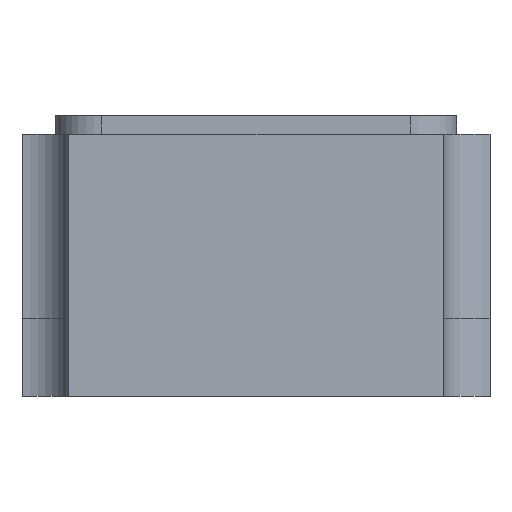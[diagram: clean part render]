
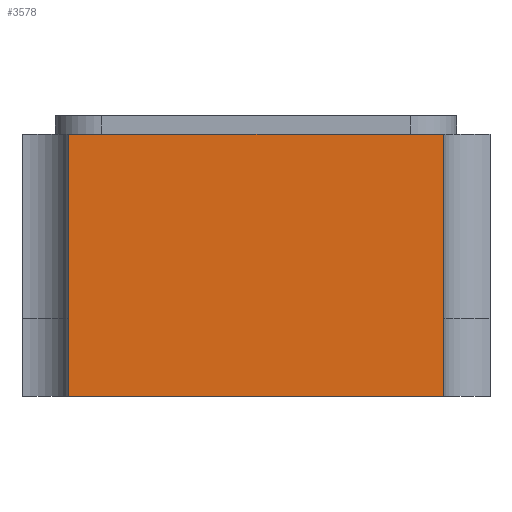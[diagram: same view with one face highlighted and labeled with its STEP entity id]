
A CAD part, left-side view. The second image highlights one B-rep face of the part: STEP entity #3578.
In plain terms, the highlighted planar face has unit normal (-1, 0, 0).
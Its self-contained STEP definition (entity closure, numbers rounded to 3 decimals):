
#13 = ORIENTED_EDGE ( 'NONE', *, *, #3607, .T. ) ;
#18 = ORIENTED_EDGE ( 'NONE', *, *, #3421, .T. ) ;
#20 = ORIENTED_EDGE ( 'NONE', *, *, #3412, .F. ) ;
#23 = ORIENTED_EDGE ( 'NONE', *, *, #3580, .T. ) ;
#35 = ORIENTED_EDGE ( 'NONE', *, *, #3475, .F. ) ;
#38 = ORIENTED_EDGE ( 'NONE', *, *, #3730, .F. ) ;
#43 = ORIENTED_EDGE ( 'NONE', *, *, #3857, .F. ) ;
#45 = ORIENTED_EDGE ( 'NONE', *, *, #3491, .F. ) ;
#50 = ORIENTED_EDGE ( 'NONE', *, *, #3393, .T. ) ;
#53 = ORIENTED_EDGE ( 'NONE', *, *, #7202, .T. ) ;
#700 = VECTOR ( 'NONE', #6862, 1000. ) ;
#1074 = CARTESIAN_POINT ( 'NONE',  ( -2.05, -0.5, -0.419 ) ) ;
#1095 = CARTESIAN_POINT ( 'NONE',  ( -2.05, -0.6, 0.42 ) ) ;
#1097 = CARTESIAN_POINT ( 'NONE',  ( -2.05, 0.5, -0.419 ) ) ;
#1121 = CARTESIAN_POINT ( 'NONE',  ( -2.05, 0.6, -0.17 ) ) ;
#1293 = VECTOR ( 'NONE', #2525, 1000. ) ;
#1646 = VECTOR ( 'NONE', #6378, 1000. ) ;
#1667 = VECTOR ( 'NONE', #6142, 1000. ) ;
#1758 = LINE ( 'NONE', #1759, #4472 ) ;
#1759 = CARTESIAN_POINT ( 'NONE',  ( -2.05, 0.5, -0.419 ) ) ;
#1760 = DIRECTION ( 'NONE',  ( 0., 0., -1. ) ) ;
#2151 = VECTOR ( 'NONE', #2750, 1000. ) ;
#2157 = AXIS2_PLACEMENT_3D ( 'NONE', #2745, #2746, #2747 ) ;
#2170 = FACE_OUTER_BOUND ( 'NONE', #4580, .T. ) ;
#2523 = LINE ( 'NONE', #2524, #1293 ) ;
#2524 = CARTESIAN_POINT ( 'NONE',  ( -2.05, -0.5, -0.419 ) ) ;
#2525 = DIRECTION ( 'NONE',  ( 0., 0., -1. ) ) ;
#2744 = PLANE ( 'NONE',  #2157 ) ;
#2745 = CARTESIAN_POINT ( 'NONE',  ( -2.05, 0.6, 0.42 ) ) ;
#2746 = DIRECTION ( 'NONE',  ( 1., 0., 0. ) ) ;
#2747 = DIRECTION ( 'NONE',  ( 0., 0., -1. ) ) ;
#2748 = LINE ( 'NONE', #2749, #2151 ) ;
#2749 = CARTESIAN_POINT ( 'NONE',  ( -2.05, 0.6, 0.42 ) ) ;
#2750 = DIRECTION ( 'NONE',  ( 0., 0., -1. ) ) ;
#3285 = VERTEX_POINT ( 'NONE', #1074 ) ;
#3323 = VERTEX_POINT ( 'NONE', #1095 ) ;
#3329 = VERTEX_POINT ( 'NONE', #1097 ) ;
#3335 = VERTEX_POINT ( 'NONE', #1121 ) ;
#3393 = EDGE_CURVE ( 'NONE', #5600, #5555, #4899, .T. ) ;
#3412 = EDGE_CURVE ( 'NONE', #5564, #3323, #4984, .T. ) ;
#3421 = EDGE_CURVE ( 'NONE', #5592, #5566, #5011, .T. ) ;
#3475 = EDGE_CURVE ( 'NONE', #3323, #5553, #6140, .T. ) ;
#3491 = EDGE_CURVE ( 'NONE', #3285, #3329, #6376, .T. ) ;
#3578 = ADVANCED_FACE ( 'NONE', ( #2170 ), #2744, .F. ) ;
#3580 = EDGE_CURVE ( 'NONE', #5564, #3335, #2748, .T. ) ;
#3607 = EDGE_CURVE ( 'NONE', #3285, #5600, #2523, .T. ) ;
#3730 = EDGE_CURVE ( 'NONE', #5553, #5555, #7328, .T. ) ;
#3857 = EDGE_CURVE ( 'NONE', #3329, #5566, #1758, .T. ) ;
#4068 = VECTOR ( 'NONE', #4901, 1000. ) ;
#4425 = VECTOR ( 'NONE', #4986, 1000. ) ;
#4472 = VECTOR ( 'NONE', #1760, 1000. ) ;
#4537 = VECTOR ( 'NONE', #7330, 1000. ) ;
#4580 = EDGE_LOOP ( 'NONE', ( #45, #13, #50, #38, #35, #20, #23, #53, #18, #43 ) ) ;
#4899 = LINE ( 'NONE', #4900, #4068 ) ;
#4900 = CARTESIAN_POINT ( 'NONE',  ( -2.05, 0.6, -0.42 ) ) ;
#4901 = DIRECTION ( 'NONE',  ( 0., -1., 0. ) ) ;
#4984 = LINE ( 'NONE', #4985, #4425 ) ;
#4985 = CARTESIAN_POINT ( 'NONE',  ( -2.05, 0.6, 0.42 ) ) ;
#4986 = DIRECTION ( 'NONE',  ( 0., -1., 0. ) ) ;
#5011 = LINE ( 'NONE', #5012, #7451 ) ;
#5012 = CARTESIAN_POINT ( 'NONE',  ( -2.05, 0.6, -0.42 ) ) ;
#5013 = DIRECTION ( 'NONE',  ( 0., -1., 0. ) ) ;
#5553 = VERTEX_POINT ( 'NONE', #5783 ) ;
#5555 = VERTEX_POINT ( 'NONE', #5785 ) ;
#5564 = VERTEX_POINT ( 'NONE', #5793 ) ;
#5566 = VERTEX_POINT ( 'NONE', #5795 ) ;
#5592 = VERTEX_POINT ( 'NONE', #5821 ) ;
#5600 = VERTEX_POINT ( 'NONE', #5826 ) ;
#5783 = CARTESIAN_POINT ( 'NONE',  ( -2.05, -0.6, -0.17 ) ) ;
#5785 = CARTESIAN_POINT ( 'NONE',  ( -2.05, -0.6, -0.42 ) ) ;
#5793 = CARTESIAN_POINT ( 'NONE',  ( -2.05, 0.6, 0.42 ) ) ;
#5795 = CARTESIAN_POINT ( 'NONE',  ( -2.05, 0.5, -0.42 ) ) ;
#5821 = CARTESIAN_POINT ( 'NONE',  ( -2.05, 0.6, -0.42 ) ) ;
#5826 = CARTESIAN_POINT ( 'NONE',  ( -2.05, -0.5, -0.42 ) ) ;
#6140 = LINE ( 'NONE', #6141, #1667 ) ;
#6141 = CARTESIAN_POINT ( 'NONE',  ( -2.05, -0.6, 0.42 ) ) ;
#6142 = DIRECTION ( 'NONE',  ( 0., 0., -1. ) ) ;
#6376 = LINE ( 'NONE', #6377, #1646 ) ;
#6377 = CARTESIAN_POINT ( 'NONE',  ( -2.05, 0.5, -0.419 ) ) ;
#6378 = DIRECTION ( 'NONE',  ( 0., 1., 0. ) ) ;
#6860 = LINE ( 'NONE', #6861, #700 ) ;
#6861 = CARTESIAN_POINT ( 'NONE',  ( -2.05, 0.6, 0.42 ) ) ;
#6862 = DIRECTION ( 'NONE',  ( 0., 0., -1. ) ) ;
#7202 = EDGE_CURVE ( 'NONE', #3335, #5592, #6860, .T. ) ;
#7328 = LINE ( 'NONE', #7329, #4537 ) ;
#7329 = CARTESIAN_POINT ( 'NONE',  ( -2.05, -0.6, 0.42 ) ) ;
#7330 = DIRECTION ( 'NONE',  ( 0., 0., -1. ) ) ;
#7451 = VECTOR ( 'NONE', #5013, 1000. ) ;
